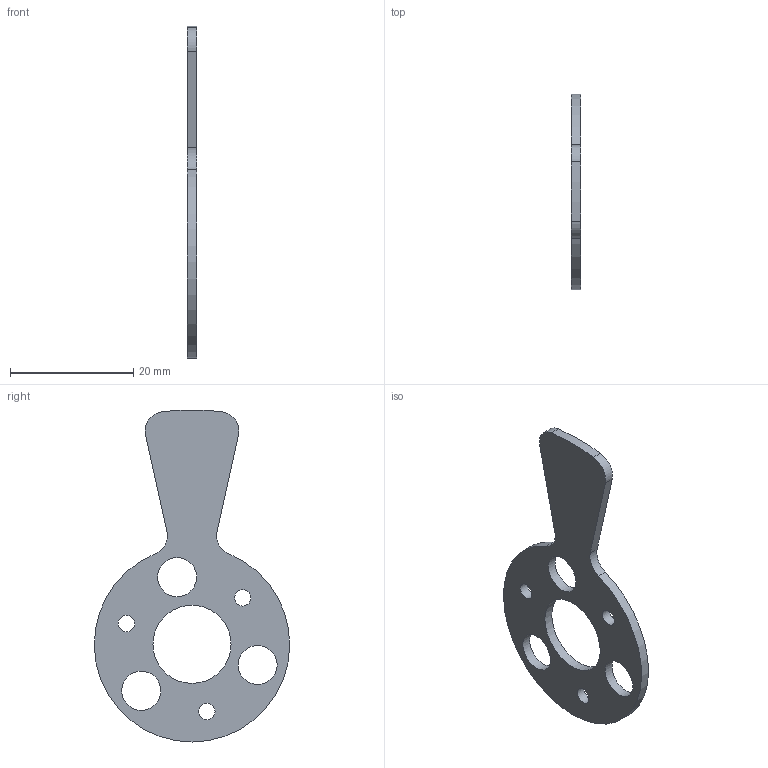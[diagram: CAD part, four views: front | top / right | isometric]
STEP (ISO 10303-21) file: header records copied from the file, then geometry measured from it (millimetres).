
FILE_DESCRIPTION(/* description */ (''),/* implementation_level */ '2;1');
FILE_NAME(/* name */ 'RotationalSolenoidBlade.step',/* time_stamp */ '2024-08-31T21:56:48-04:00',/* author */ (''),/* organization */ (''),/* preprocessor_version */ 'ST-DEVELOPER v20',/* originating_system */ 'Autodesk Translation Framework v13.14.0.145',/* authorisation */ '');
FILE_SCHEMA (('AUTOMOTIVE_DESIGN { 1 0 10303 214 3 1 1 }'));
Length unit declared in the file: inch
Products named in the file (2): RotSolenoidShutterHolder; Blade
Assembly tree (1 placements, depth 2):
  RotSolenoidShutterHolder
    Blade
Bounding box: 1.59 x 31.74 x 53.94 mm (x, y, z)
Volume: 1291.1 mm3; surface area: 2060.9 mm2
Topology: 1 solids, 1 shells, 17 faces, 45 edges, 30 vertices
Faces by surface type: cylinder 13, plane 4
Full cylindrical faces by diameter (mm): 2.667 x3, 6.35 x3, 12.7 x1
Entity records: 628 total; most frequent: DIRECTION 111, CARTESIAN_POINT 95, ORIENTED_EDGE 90, AXIS2_PLACEMENT_3D 46, EDGE_CURVE 45, EDGE_LOOP 31, VERTEX_POINT 30, CIRCLE 26
